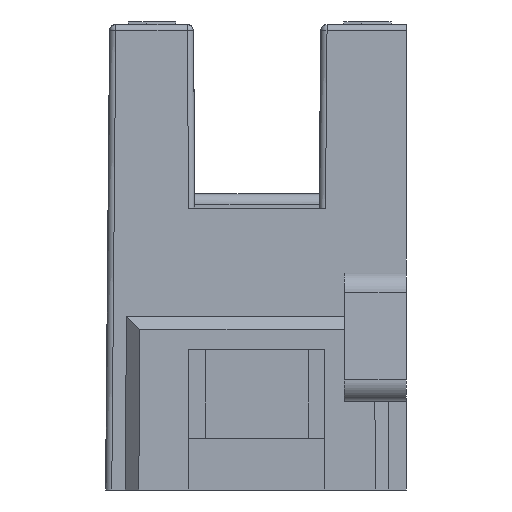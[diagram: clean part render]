
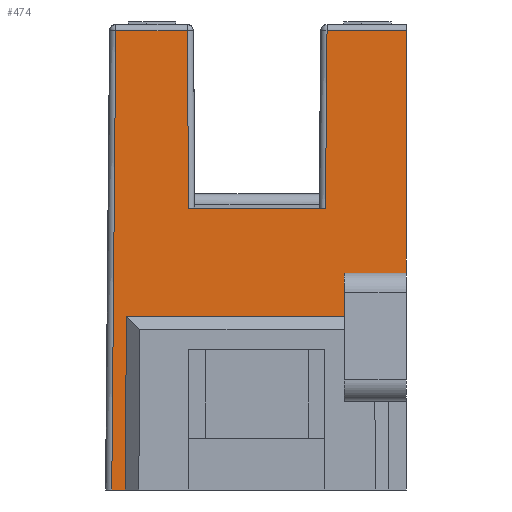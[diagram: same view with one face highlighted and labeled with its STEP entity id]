
A CAD part, front view. The second image highlights one B-rep face of the part: STEP entity #474.
In plain terms, the highlighted planar face has unit normal (0, -1, 0.009).
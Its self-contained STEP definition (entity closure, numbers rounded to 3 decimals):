
#474=ADVANCED_FACE('',(#815),#665,.T.);
#665=PLANE('',#3902);
#815=FACE_OUTER_BOUND('',#995,.T.);
#995=EDGE_LOOP('',(#1297,#1298,#1299,#1300,#1301,#1302,#1303,#1304,#1305,
#1306,#1307,#1308));
#1297=ORIENTED_EDGE('',*,*,#2627,.T.);
#1298=ORIENTED_EDGE('',*,*,#2628,.F.);
#1299=ORIENTED_EDGE('',*,*,#2629,.F.);
#1300=ORIENTED_EDGE('',*,*,#2630,.T.);
#1301=ORIENTED_EDGE('',*,*,#2631,.F.);
#1302=ORIENTED_EDGE('',*,*,#2632,.T.);
#1303=ORIENTED_EDGE('',*,*,#2633,.T.);
#1304=ORIENTED_EDGE('',*,*,#2598,.F.);
#1305=ORIENTED_EDGE('',*,*,#2634,.T.);
#1306=ORIENTED_EDGE('',*,*,#2635,.T.);
#1307=ORIENTED_EDGE('',*,*,#2636,.T.);
#1308=ORIENTED_EDGE('',*,*,#2637,.F.);
#2264=VERTEX_POINT('',#5203);
#2265=VERTEX_POINT('',#5205);
#2291=VERTEX_POINT('',#5266);
#2292=VERTEX_POINT('',#5267);
#2293=VERTEX_POINT('',#5269);
#2294=VERTEX_POINT('',#5271);
#2295=VERTEX_POINT('',#5273);
#2296=VERTEX_POINT('',#5275);
#2297=VERTEX_POINT('',#5277);
#2298=VERTEX_POINT('',#5280);
#2299=VERTEX_POINT('',#5282);
#2300=VERTEX_POINT('',#5284);
#2598=EDGE_CURVE('',#2264,#2265,#3096,.T.);
#2627=EDGE_CURVE('',#2291,#2292,#3122,.T.);
#2628=EDGE_CURVE('',#2293,#2292,#3123,.T.);
#2629=EDGE_CURVE('',#2294,#2293,#3124,.T.);
#2630=EDGE_CURVE('',#2294,#2295,#3125,.T.);
#2631=EDGE_CURVE('',#2296,#2295,#3126,.T.);
#2632=EDGE_CURVE('',#2296,#2297,#3127,.T.);
#2633=EDGE_CURVE('',#2297,#2265,#3128,.T.);
#2634=EDGE_CURVE('',#2264,#2298,#3129,.T.);
#2635=EDGE_CURVE('',#2298,#2299,#3130,.T.);
#2636=EDGE_CURVE('',#2299,#2300,#3131,.T.);
#2637=EDGE_CURVE('',#2291,#2300,#3132,.T.);
#3096=LINE('',#5204,#3521);
#3122=LINE('',#5265,#3547);
#3123=LINE('',#5268,#3548);
#3124=LINE('',#5270,#3549);
#3125=LINE('',#5272,#3550);
#3126=LINE('',#5274,#3551);
#3127=LINE('',#5276,#3552);
#3128=LINE('',#5278,#3553);
#3129=LINE('',#5279,#3554);
#3130=LINE('',#5281,#3555);
#3131=LINE('',#5283,#3556);
#3132=LINE('',#5285,#3557);
#3521=VECTOR('',#4224,1.);
#3547=VECTOR('',#4268,1.);
#3548=VECTOR('',#4269,1.);
#3549=VECTOR('',#4270,1.);
#3550=VECTOR('',#4271,1.);
#3551=VECTOR('',#4272,1.);
#3552=VECTOR('',#4273,1.);
#3553=VECTOR('',#4274,1.);
#3554=VECTOR('',#4275,1.);
#3555=VECTOR('',#4276,1.);
#3556=VECTOR('',#4277,1.);
#3557=VECTOR('',#4278,1.);
#3902=AXIS2_PLACEMENT_3D('',#5286,#4279,#4280);
#4224=DIRECTION('',(1.,0.,0.));
#4268=DIRECTION('',(0.005,0.009,1.));
#4269=DIRECTION('',(-1.,0.,0.));
#4270=DIRECTION('',(0.,-0.009,-1.));
#4271=DIRECTION('',(1.,0.,0.));
#4272=DIRECTION('',(0.,-0.009,-1.));
#4273=DIRECTION('',(-1.,0.,0.));
#4274=DIRECTION('',(-0.009,-0.009,-1.));
#4275=DIRECTION('',(-0.009,0.009,1.));
#4276=DIRECTION('',(-1.,0.,0.));
#4277=DIRECTION('',(-0.009,-0.009,-1.));
#4278=DIRECTION('',(-1.,0.,0.));
#4279=DIRECTION('',(0.,-1.,0.009));
#4280=DIRECTION('',(0.,-0.009,-1.));
#5203=CARTESIAN_POINT('',(213.679,33.24,-81.7));
#5204=CARTESIAN_POINT('',(123.372,33.24,-81.7));
#5205=CARTESIAN_POINT('',(220.297,33.24,-81.7));
#5265=CARTESIAN_POINT('',(210.689,33.247,-80.989));
#5266=CARTESIAN_POINT('',(210.614,33.122,-95.3));
#5267=CARTESIAN_POINT('',(210.658,33.195,-86.883));
#5268=CARTESIAN_POINT('',(206.987,33.195,-86.883));
#5269=CARTESIAN_POINT('',(221.216,33.195,-86.883));
#5270=CARTESIAN_POINT('',(221.216,33.247,-80.97));
#5271=CARTESIAN_POINT('',(221.216,33.213,-84.799));
#5272=CARTESIAN_POINT('',(222.473,33.213,-84.799));
#5273=CARTESIAN_POINT('',(224.216,33.213,-84.799));
#5274=CARTESIAN_POINT('',(224.216,33.214,-84.708));
#5275=CARTESIAN_POINT('',(224.216,33.316,-73.067));
#5276=CARTESIAN_POINT('',(219.575,33.316,-73.067));
#5277=CARTESIAN_POINT('',(220.373,33.316,-73.067));
#5278=CARTESIAN_POINT('',(220.303,33.246,-81.082));
#5279=CARTESIAN_POINT('',(213.672,33.247,-80.907));
#5280=CARTESIAN_POINT('',(213.604,33.316,-73.067));
#5281=CARTESIAN_POINT('',(209.851,33.316,-73.067));
#5282=CARTESIAN_POINT('',(210.148,33.316,-73.067));
#5283=CARTESIAN_POINT('',(209.954,33.122,-95.303));
#5284=CARTESIAN_POINT('',(209.954,33.122,-95.3));
#5285=CARTESIAN_POINT('',(123.372,33.122,-95.3));
#5286=CARTESIAN_POINT('',(206.987,33.247,-80.97));
